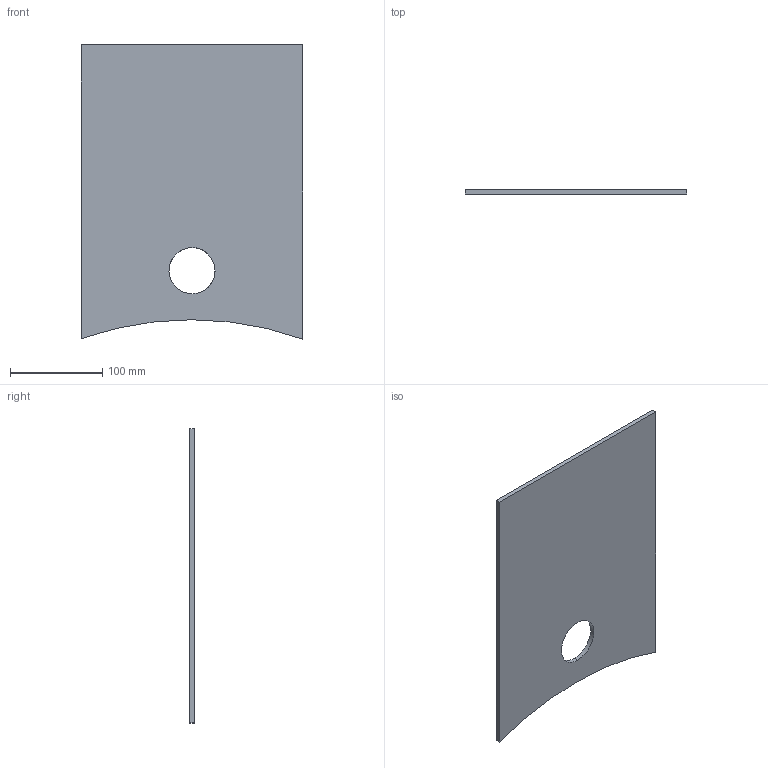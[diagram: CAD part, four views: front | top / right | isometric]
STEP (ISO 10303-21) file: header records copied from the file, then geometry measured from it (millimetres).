
FILE_DESCRIPTION (( 'STEP AP203' ), '1' );
FILE_NAME ('M5 - erp33360_HD_601.IGS_Default_sldprt.STEP', '2023-01-17T08:12:16', ( '' ), ( '' ), 'SwSTEP 2.0', 'SolidWorks 2019', '' );
FILE_SCHEMA (( 'CONFIG_CONTROL_DESIGN' ));
Length unit declared in the file: millimetre
Products named in the file (1): M5 - erp33360_HD_601.IGS_Default_sldprt
Bounding box: 240 x 5 x 319.26 mm (x, y, z)
Volume: 356279.6 mm3; surface area: 148912.6 mm2
Topology: 1 solids, 1 shells, 9 faces, 21 edges, 14 vertices
Faces by surface type: bspline 9
Entity records: 361 total; most frequent: CARTESIAN_POINT 149, ORIENTED_EDGE 42, EDGE_CURVE 21, B_SPLINE_CURVE_WITH_KNOTS 15, VERTEX_POINT 14, EDGE_LOOP 11, ADVANCED_FACE 9, FACE_OUTER_BOUND 9
